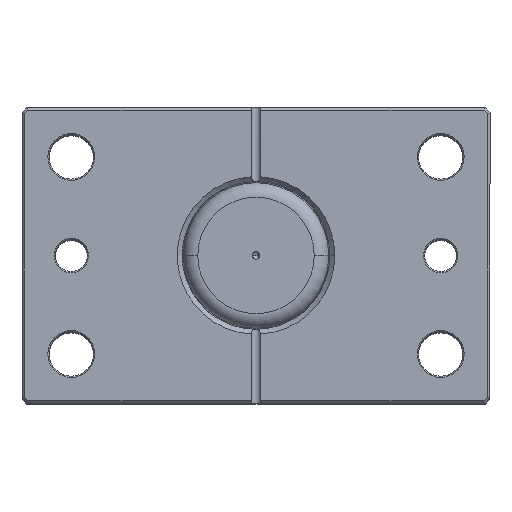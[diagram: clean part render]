
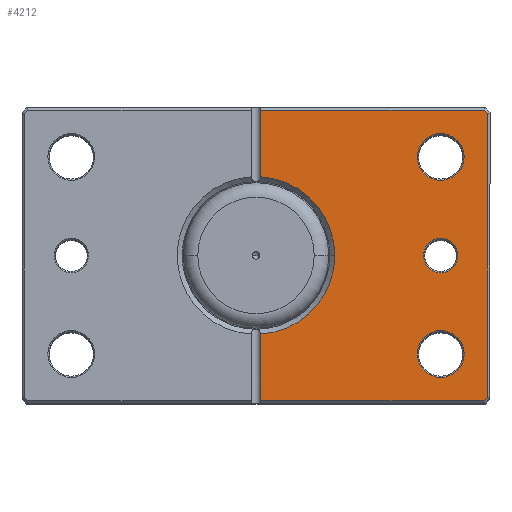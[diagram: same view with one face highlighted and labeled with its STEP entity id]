
A CAD part, top view. The second image highlights one B-rep face of the part: STEP entity #4212.
In plain terms, the highlighted face is planar.
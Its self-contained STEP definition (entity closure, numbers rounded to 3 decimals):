
#9 = CIRCLE ( 'NONE', #5096, 9.5 ) ;
#81 = VERTEX_POINT ( 'NONE', #931 ) ;
#122 = EDGE_CURVE ( 'NONE', #273, #5512, #4029, .T. ) ;
#138 = EDGE_LOOP ( 'NONE', ( #5010, #3939 ) ) ;
#141 = EDGE_CURVE ( 'NONE', #7057, #3767, #2388, .T. ) ;
#154 = CARTESIAN_POINT ( 'NONE',  ( -2., 31.937, 0. ) ) ;
#182 = CARTESIAN_POINT ( 'NONE',  ( -75., 0., 0. ) ) ;
#273 = VERTEX_POINT ( 'NONE', #6602 ) ;
#375 = DIRECTION ( 'NONE',  ( 0., 1., 0. ) ) ;
#398 = DIRECTION ( 'NONE',  ( -1., 0., 0. ) ) ;
#523 = VECTOR ( 'NONE', #375, 1000. ) ;
#745 = DIRECTION ( 'NONE',  ( 1., 0., 0. ) ) ;
#750 = DIRECTION ( 'NONE',  ( -0.707, 0.707, 0. ) ) ;
#881 = EDGE_LOOP ( 'NONE', ( #5281, #5962, #6316, #2481, #7006, #1412, #1781, #3626, #3335 ) ) ;
#886 = LINE ( 'NONE', #5348, #523 ) ;
#931 = CARTESIAN_POINT ( 'NONE',  ( -2., 59., 0. ) ) ;
#938 = CARTESIAN_POINT ( 'NONE',  ( -82., 0., 0. ) ) ;
#953 = CIRCLE ( 'NONE', #6523, 7. ) ;
#1035 = LINE ( 'NONE', #1104, #5248 ) ;
#1038 = CIRCLE ( 'NONE', #2606, 7. ) ;
#1104 = CARTESIAN_POINT ( 'NONE',  ( 0., 59., 0. ) ) ;
#1179 = AXIS2_PLACEMENT_3D ( 'NONE', #5843, #2600, #6420 ) ;
#1239 = DIRECTION ( 'NONE',  ( 0., 0., 1. ) ) ;
#1290 = FACE_OUTER_BOUND ( 'NONE', #881, .T. ) ;
#1375 = CARTESIAN_POINT ( 'NONE',  ( -94., -57.586, 0. ) ) ;
#1412 = ORIENTED_EDGE ( 'NONE', *, *, #2269, .T. ) ;
#1421 = CARTESIAN_POINT ( 'NONE',  ( -75., 0., 0. ) ) ;
#1465 = FACE_BOUND ( 'NONE', #1838, .T. ) ;
#1466 = CARTESIAN_POINT ( 'NONE',  ( -65.5, 40., 0. ) ) ;
#1471 = CARTESIAN_POINT ( 'NONE',  ( 0., 0., 0. ) ) ;
#1483 = ORIENTED_EDGE ( 'NONE', *, *, #122, .T. ) ;
#1546 = DIRECTION ( 'NONE',  ( 1., 0., 0. ) ) ;
#1622 = DIRECTION ( 'NONE',  ( 0., 0., 1. ) ) ;
#1704 = CARTESIAN_POINT ( 'NONE',  ( -2., -31.937, 0. ) ) ;
#1716 = AXIS2_PLACEMENT_3D ( 'NONE', #4561, #1239, #5080 ) ;
#1781 = ORIENTED_EDGE ( 'NONE', *, *, #3251, .T. ) ;
#1838 = EDGE_LOOP ( 'NONE', ( #1483, #3190 ) ) ;
#1863 = EDGE_CURVE ( 'NONE', #5512, #273, #4475, .T. ) ;
#1921 = CARTESIAN_POINT ( 'NONE',  ( -2., 60., 0. ) ) ;
#2009 = DIRECTION ( 'NONE',  ( 1., 0., 0. ) ) ;
#2047 = ORIENTED_EDGE ( 'NONE', *, *, #2878, .T. ) ;
#2058 = DIRECTION ( 'NONE',  ( 1., 0., 0. ) ) ;
#2071 = VERTEX_POINT ( 'NONE', #2798 ) ;
#2093 = DIRECTION ( 'NONE',  ( 0., -1., 0. ) ) ;
#2236 = VECTOR ( 'NONE', #2093, 1000. ) ;
#2269 = EDGE_CURVE ( 'NONE', #3767, #2364, #4798, .T. ) ;
#2364 = VERTEX_POINT ( 'NONE', #1375 ) ;
#2388 = LINE ( 'NONE', #2695, #3867 ) ;
#2408 = LINE ( 'NONE', #5902, #2236 ) ;
#2429 = EDGE_CURVE ( 'NONE', #3003, #5233, #5209, .T. ) ;
#2481 = ORIENTED_EDGE ( 'NONE', *, *, #6703, .T. ) ;
#2588 = CARTESIAN_POINT ( 'NONE',  ( -84.5, 40., 0. ) ) ;
#2600 = DIRECTION ( 'NONE',  ( 0., 0., 1. ) ) ;
#2606 = AXIS2_PLACEMENT_3D ( 'NONE', #182, #4086, #745 ) ;
#2664 = VERTEX_POINT ( 'NONE', #2588 ) ;
#2672 = VERTEX_POINT ( 'NONE', #1466 ) ;
#2695 = CARTESIAN_POINT ( 'NONE',  ( 0., -59., 0. ) ) ;
#2735 = VERTEX_POINT ( 'NONE', #938 ) ;
#2798 = CARTESIAN_POINT ( 'NONE',  ( -92.586, 59., 0. ) ) ;
#2800 = FACE_BOUND ( 'NONE', #4497, .T. ) ;
#2854 = CARTESIAN_POINT ( 'NONE',  ( -75., -40., 0. ) ) ;
#2878 = EDGE_CURVE ( 'NONE', #2664, #2672, #9, .T. ) ;
#3003 = VERTEX_POINT ( 'NONE', #6985 ) ;
#3158 = DIRECTION ( 'NONE',  ( 0.707, 0.707, 0. ) ) ;
#3190 = ORIENTED_EDGE ( 'NONE', *, *, #1863, .T. ) ;
#3211 = VECTOR ( 'NONE', #5733, 1000. ) ;
#3238 = CARTESIAN_POINT ( 'NONE',  ( 0., 0., 0. ) ) ;
#3251 = EDGE_CURVE ( 'NONE', #2364, #6468, #886, .T. ) ;
#3335 = ORIENTED_EDGE ( 'NONE', *, *, #4888, .T. ) ;
#3425 = CARTESIAN_POINT ( 'NONE',  ( -68., 0., 0. ) ) ;
#3626 = ORIENTED_EDGE ( 'NONE', *, *, #6992, .T. ) ;
#3720 = CARTESIAN_POINT ( 'NONE',  ( -94., 57.586, 0. ) ) ;
#3767 = VERTEX_POINT ( 'NONE', #4738 ) ;
#3867 = VECTOR ( 'NONE', #398, 1000. ) ;
#3894 = AXIS2_PLACEMENT_3D ( 'NONE', #3238, #4854, #1546 ) ;
#3939 = ORIENTED_EDGE ( 'NONE', *, *, #4719, .T. ) ;
#4022 = EDGE_CURVE ( 'NONE', #2735, #5252, #1038, .T. ) ;
#4029 = CIRCLE ( 'NONE', #5613, 9.5 ) ;
#4086 = DIRECTION ( 'NONE',  ( 0., 0., 1. ) ) ;
#4212 = ADVANCED_FACE ( 'NONE', ( #4426, #1465, #2800, #1290 ), #6482, .F. ) ;
#4217 = LINE ( 'NONE', #5831, #5466 ) ;
#4426 = FACE_BOUND ( 'NONE', #138, .T. ) ;
#4475 = CIRCLE ( 'NONE', #6808, 9.5 ) ;
#4497 = EDGE_LOOP ( 'NONE', ( #2047, #5111 ) ) ;
#4561 = CARTESIAN_POINT ( 'NONE',  ( -75., 40., 0. ) ) ;
#4630 = CARTESIAN_POINT ( 'NONE',  ( -75.793, -75.793, 0. ) ) ;
#4719 = EDGE_CURVE ( 'NONE', #5252, #2735, #953, .T. ) ;
#4738 = CARTESIAN_POINT ( 'NONE',  ( -92.586, -59., 0. ) ) ;
#4798 = LINE ( 'NONE', #4630, #6242 ) ;
#4854 = DIRECTION ( 'NONE',  ( 0., 0., 1. ) ) ;
#4888 = EDGE_CURVE ( 'NONE', #2071, #81, #1035, .T. ) ;
#4905 = CARTESIAN_POINT ( 'NONE',  ( -75., 40., 0. ) ) ;
#5010 = ORIENTED_EDGE ( 'NONE', *, *, #4022, .T. ) ;
#5080 = DIRECTION ( 'NONE',  ( 1., 0., 0. ) ) ;
#5096 = AXIS2_PLACEMENT_3D ( 'NONE', #4905, #1622, #5453 ) ;
#5111 = ORIENTED_EDGE ( 'NONE', *, *, #6118, .T. ) ;
#5209 = CIRCLE ( 'NONE', #1179, 32. ) ;
#5233 = VERTEX_POINT ( 'NONE', #1704 ) ;
#5248 = VECTOR ( 'NONE', #6051, 1000. ) ;
#5252 = VERTEX_POINT ( 'NONE', #3425 ) ;
#5265 = DIRECTION ( 'NONE',  ( 0., 0., 1. ) ) ;
#5281 = ORIENTED_EDGE ( 'NONE', *, *, #7084, .T. ) ;
#5317 = DIRECTION ( 'NONE',  ( 0., 0., 1. ) ) ;
#5329 = CIRCLE ( 'NONE', #6902, 32. ) ;
#5348 = CARTESIAN_POINT ( 'NONE',  ( -94., 0., 0. ) ) ;
#5453 = DIRECTION ( 'NONE',  ( 1., 0., 0. ) ) ;
#5466 = VECTOR ( 'NONE', #3158, 1000. ) ;
#5502 = CARTESIAN_POINT ( 'NONE',  ( -75., -40., 0. ) ) ;
#5512 = VERTEX_POINT ( 'NONE', #6323 ) ;
#5553 = EDGE_CURVE ( 'NONE', #6230, #3003, #5329, .T. ) ;
#5588 = DIRECTION ( 'NONE',  ( 0., 0., 1. ) ) ;
#5613 = AXIS2_PLACEMENT_3D ( 'NONE', #5502, #5588, #5619 ) ;
#5619 = DIRECTION ( 'NONE',  ( 1., 0., 0. ) ) ;
#5733 = DIRECTION ( 'NONE',  ( 0., -1., 0. ) ) ;
#5831 = CARTESIAN_POINT ( 'NONE',  ( -75.793, 75.793, 0. ) ) ;
#5843 = CARTESIAN_POINT ( 'NONE',  ( 0., 0., 0. ) ) ;
#5894 = LINE ( 'NONE', #1921, #3211 ) ;
#5902 = CARTESIAN_POINT ( 'NONE',  ( -2., 60., 0. ) ) ;
#5952 = CIRCLE ( 'NONE', #1716, 9.5 ) ;
#5962 = ORIENTED_EDGE ( 'NONE', *, *, #5553, .T. ) ;
#6051 = DIRECTION ( 'NONE',  ( 1., 0., 0. ) ) ;
#6118 = EDGE_CURVE ( 'NONE', #2672, #2664, #5952, .T. ) ;
#6230 = VERTEX_POINT ( 'NONE', #154 ) ;
#6242 = VECTOR ( 'NONE', #750, 1000. ) ;
#6316 = ORIENTED_EDGE ( 'NONE', *, *, #2429, .T. ) ;
#6323 = CARTESIAN_POINT ( 'NONE',  ( -65.5, -40., 0. ) ) ;
#6420 = DIRECTION ( 'NONE',  ( 1., 0., 0. ) ) ;
#6468 = VERTEX_POINT ( 'NONE', #3720 ) ;
#6482 = PLANE ( 'NONE',  #3894 ) ;
#6523 = AXIS2_PLACEMENT_3D ( 'NONE', #1421, #5265, #2009 ) ;
#6602 = CARTESIAN_POINT ( 'NONE',  ( -84.5, -40., 0. ) ) ;
#6661 = DIRECTION ( 'NONE',  ( 0., 0., 1. ) ) ;
#6703 = EDGE_CURVE ( 'NONE', #5233, #7057, #5894, .T. ) ;
#6808 = AXIS2_PLACEMENT_3D ( 'NONE', #2854, #6661, #6825 ) ;
#6825 = DIRECTION ( 'NONE',  ( 1., 0., 0. ) ) ;
#6902 = AXIS2_PLACEMENT_3D ( 'NONE', #1471, #5317, #2058 ) ;
#6985 = CARTESIAN_POINT ( 'NONE',  ( -32., 0., 0. ) ) ;
#6992 = EDGE_CURVE ( 'NONE', #6468, #2071, #4217, .T. ) ;
#6997 = CARTESIAN_POINT ( 'NONE',  ( -2., -59., 0. ) ) ;
#7006 = ORIENTED_EDGE ( 'NONE', *, *, #141, .T. ) ;
#7057 = VERTEX_POINT ( 'NONE', #6997 ) ;
#7084 = EDGE_CURVE ( 'NONE', #81, #6230, #2408, .T. ) ;
